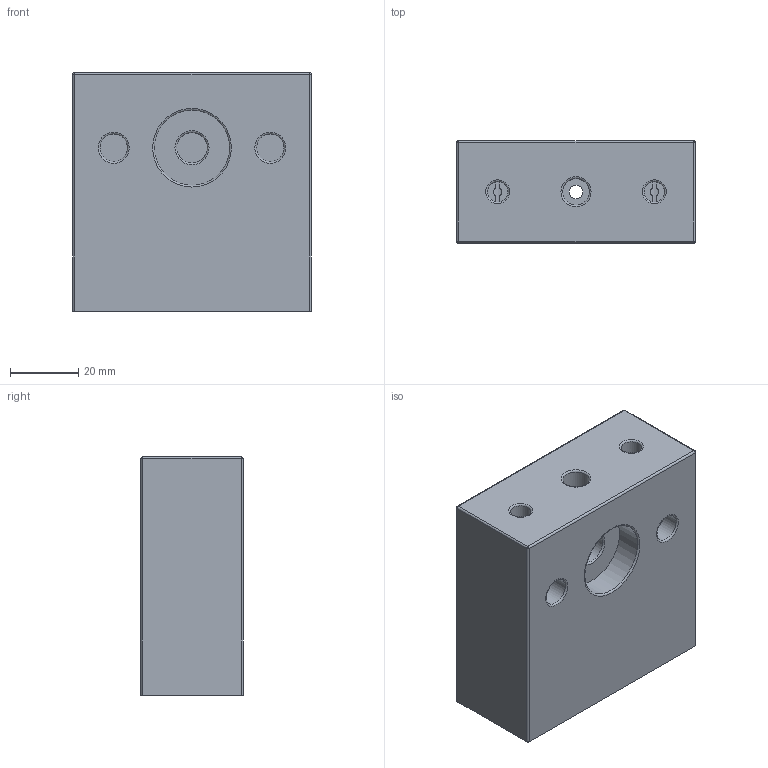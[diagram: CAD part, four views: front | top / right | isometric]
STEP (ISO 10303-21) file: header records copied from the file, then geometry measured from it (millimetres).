
FILE_DESCRIPTION(('FreeCAD Model'),'2;1');
FILE_NAME('Open CASCADE Shape Model','2023-05-15T18:13:01',(''),(''), 'Open CASCADE STEP processor 7.6','FreeCAD','Unknown');
FILE_SCHEMA(('AUTOMOTIVE_DESIGN { 1 0 10303 214 1 1 1 1 }'));
Length unit declared in the file: millimetre
Products named in the file (1): Body
Bounding box: 70 x 30 x 70 mm (x, y, z)
Volume: 127834.6 mm3; surface area: 23328 mm2
Topology: 1 solids, 1 shells, 56 faces, 130 edges, 77 vertices
Faces by surface type: cylinder 25, plane 20, torus 7, sphere 4
Full cylindrical faces by diameter (mm): 4 x1, 6 x2, 7.828 x2, 8.1 x2, 9 x1, 22.1 x1
Entity records: 4994 total; most frequent: CARTESIAN_POINT 2384, DIRECTION 502, ORIENTED_EDGE 252, PCURVE 252, DEFINITIONAL_REPRESENTATION 252, LINE 245, VECTOR 245, EDGE_CURVE 126
